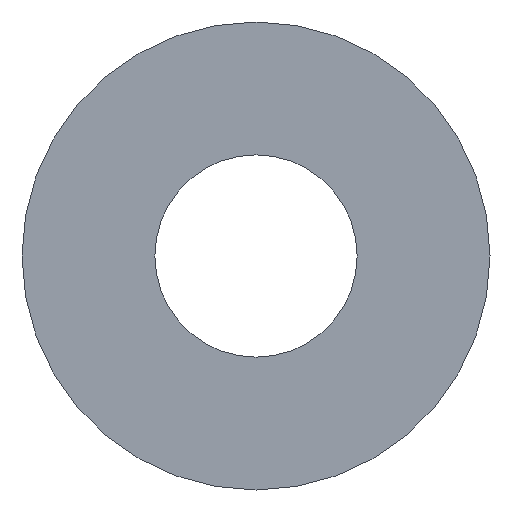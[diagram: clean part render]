
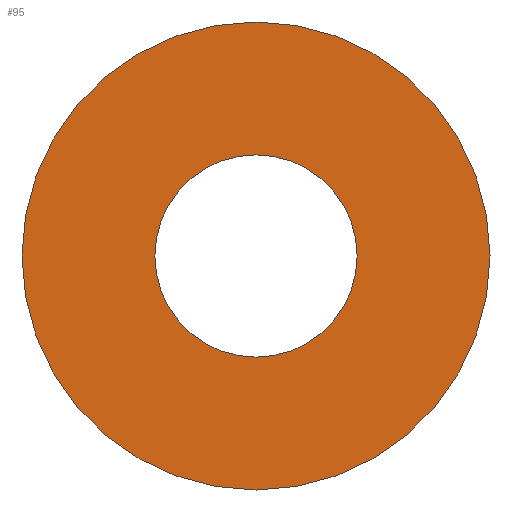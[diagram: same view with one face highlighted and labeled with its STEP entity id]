
A CAD part, left-side view. The second image highlights one B-rep face of the part: STEP entity #95.
In plain terms, the highlighted planar face has unit normal (-1, 0, 0).
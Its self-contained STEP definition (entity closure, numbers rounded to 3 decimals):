
#21=FACE_BOUND('',#38,.T.);
#29=FACE_OUTER_BOUND('',#37,.T.);
#37=EDGE_LOOP('',(#77));
#38=EDGE_LOOP('',(#78));
#53=CIRCLE('',#124,7.);
#54=CIRCLE('',#125,3.025);
#61=VERTEX_POINT('',#175);
#62=VERTEX_POINT('',#177);
#69=EDGE_CURVE('',#61,#61,#53,.T.);
#70=EDGE_CURVE('',#62,#62,#54,.T.);
#77=ORIENTED_EDGE('',*,*,#69,.F.);
#78=ORIENTED_EDGE('',*,*,#70,.T.);
#93=PLANE('',#123);
#95=ADVANCED_FACE('',(#29,#21),#93,.T.);
#123=AXIS2_PLACEMENT_3D('',#174,#141,#142);
#124=AXIS2_PLACEMENT_3D('',#176,#143,#144);
#125=AXIS2_PLACEMENT_3D('',#178,#145,#146);
#141=DIRECTION('center_axis',(-1.,0.,0.));
#142=DIRECTION('ref_axis',(0.,0.,1.));
#143=DIRECTION('center_axis',(1.,0.,0.));
#144=DIRECTION('ref_axis',(0.,0.,-1.));
#145=DIRECTION('center_axis',(1.,0.,0.));
#146=DIRECTION('ref_axis',(0.,0.,-1.));
#174=CARTESIAN_POINT('Origin',(-3.5,7.,0.));
#175=CARTESIAN_POINT('',(-3.5,7.,0.));
#176=CARTESIAN_POINT('Origin',(-3.5,0.,0.));
#177=CARTESIAN_POINT('',(-3.5,3.025,0.));
#178=CARTESIAN_POINT('Origin',(-3.5,0.,0.));
